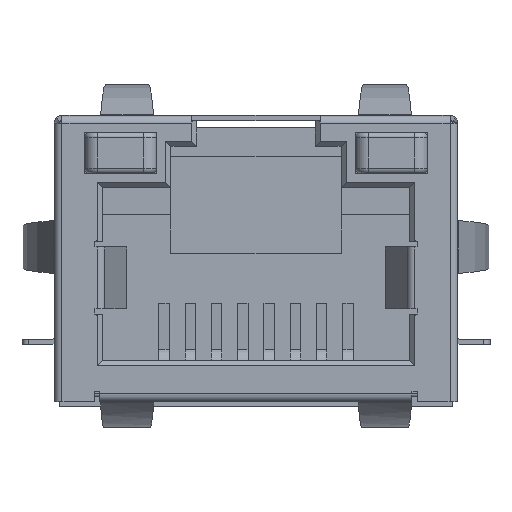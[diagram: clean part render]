
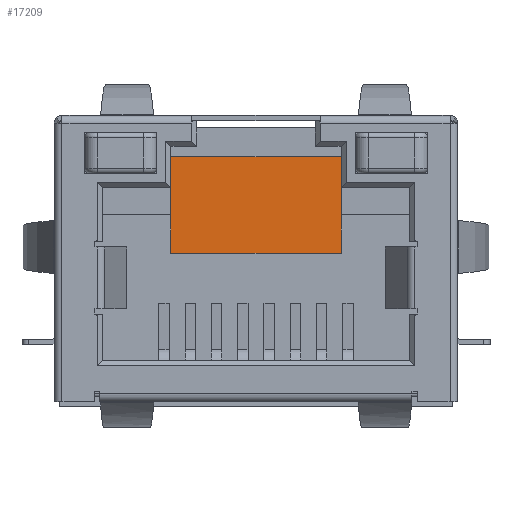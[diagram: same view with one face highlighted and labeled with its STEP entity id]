
A CAD part, front view. The second image highlights one B-rep face of the part: STEP entity #17209.
In plain terms, the highlighted planar face has unit normal (0, -1, 0).
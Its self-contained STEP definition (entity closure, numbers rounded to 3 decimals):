
#2632=ORIENTED_EDGE('',*,*,#7191,.F.);
#2633=ORIENTED_EDGE('',*,*,#7101,.T.);
#2634=ORIENTED_EDGE('',*,*,#7190,.T.);
#2635=ORIENTED_EDGE('',*,*,#7146,.T.);
#7101=EDGE_CURVE('',#9430,#9429,#11216,.T.);
#7146=EDGE_CURVE('',#9467,#9466,#11261,.T.);
#7190=EDGE_CURVE('',#9429,#9467,#11305,.T.);
#7191=EDGE_CURVE('',#9430,#9466,#11306,.T.);
#9429=VERTEX_POINT('',#28574);
#9430=VERTEX_POINT('',#28576);
#9466=VERTEX_POINT('',#28662);
#9467=VERTEX_POINT('',#28664);
#11216=LINE('',#28575,#13117);
#11261=LINE('',#28663,#13162);
#11305=LINE('',#28750,#13206);
#11306=LINE('',#28752,#13207);
#13117=VECTOR('',#23680,1000.);
#13162=VECTOR('',#23737,1000.);
#13206=VECTOR('',#23791,1000.);
#13207=VECTOR('',#23794,1000.);
#14564=EDGE_LOOP('',(#2632,#2633,#2634,#2635));
#15583=FACE_BOUND('',#14564,.T.);
#16495=PLANE('',#21134);
#17209=ADVANCED_FACE('',(#15583),#16495,.T.);
#21134=AXIS2_PLACEMENT_3D('',#28751,#23792,#23793);
#23680=DIRECTION('',(0.,0.,1.));
#23737=DIRECTION('',(0.,0.,-1.));
#23791=DIRECTION('',(-1.,0.,0.));
#23792=DIRECTION('',(0.,-1.,0.));
#23793=DIRECTION('',(0.,0.,-1.));
#23794=DIRECTION('',(-1.,0.,0.));
#28574=CARTESIAN_POINT('',(3.3,1.12,-0.3));
#28575=CARTESIAN_POINT('',(3.3,1.12,-4.45));
#28576=CARTESIAN_POINT('',(3.3,1.12,-4.05));
#28662=CARTESIAN_POINT('',(-3.3,1.12,-4.05));
#28663=CARTESIAN_POINT('',(-3.3,1.12,-0.3));
#28664=CARTESIAN_POINT('',(-3.3,1.12,-0.3));
#28750=CARTESIAN_POINT('',(3.3,1.12,-0.3));
#28751=CARTESIAN_POINT('',(-3.3,1.12,-4.45));
#28752=CARTESIAN_POINT('',(-3.3,1.12,-4.05));
